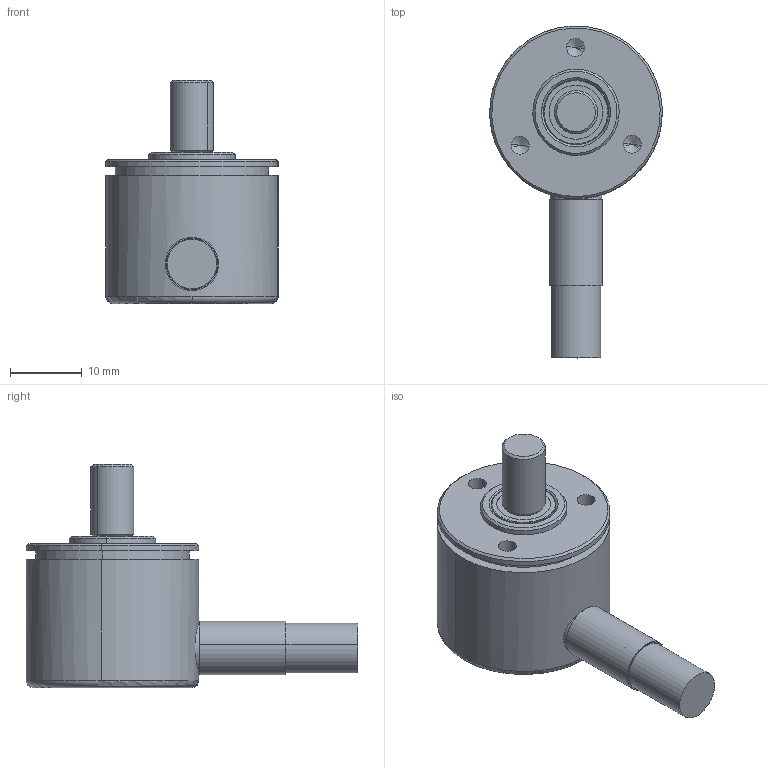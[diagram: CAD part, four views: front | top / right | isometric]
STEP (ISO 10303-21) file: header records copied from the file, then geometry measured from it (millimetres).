
FILE_DESCRIPTION (( 'STEP AP203' ), '1' );
FILE_NAME ('26.2#2#.STEP', '2018-06-26T14:42:09', ( '' ), ( '' ), 'SwSTEP 2.0', 'SolidWorks 2014', '' );
FILE_SCHEMA (( 'CONFIG_CONTROL_DESIGN' ));
Length unit declared in the file: millimetre
Products named in the file (1): 26.2#2#
Bounding box: 23.98 x 46.1 x 31 mm (x, y, z)
Volume: 10110.7 mm3; surface area: 3540.9 mm2
Topology: 1 solids, 2 shells, 79 faces, 168 edges, 101 vertices
Faces by surface type: cylinder 34, cone 20, plane 15, torus 6, bspline 4
Entity records: 2365 total; most frequent: CARTESIAN_POINT 549, DIRECTION 410, ORIENTED_EDGE 324, AXIS2_PLACEMENT_3D 178, EDGE_CURVE 162, CIRCLE 102, VERTEX_POINT 101, EDGE_LOOP 95
